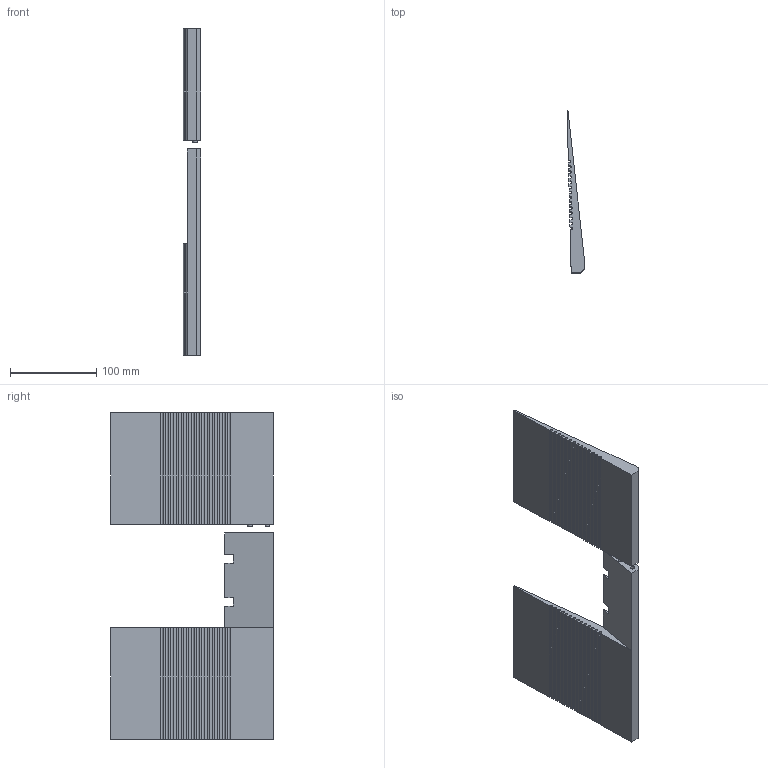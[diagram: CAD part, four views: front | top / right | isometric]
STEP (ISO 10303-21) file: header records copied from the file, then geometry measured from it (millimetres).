
FILE_DESCRIPTION(/* description */ (''),/* implementation_level */ '2;1');
FILE_NAME(/* name */ 'Dreame Rampe.stp',/* time_stamp */ '2026-01-18T20:18:50+01:00',/* author */ (''),/* organization */ (''),/* preprocessor_version */ 'ST-DEVELOPER v15.2',/* originating_system */ 'Autodesk Translator Framework v2.0.0.5431',/* authorisation */ '');
FILE_SCHEMA (('AUTOMOTIVE_DESIGN { 1 0 10303 214 3 1 1 }'));
Length unit declared in the file: centimetre
Products named in the file (1): Dreame Rampe
Bounding box: 20.74 x 188.91 x 380 mm (x, y, z)
Volume: 463638.4 mm3; surface area: 139817.7 mm2
Topology: 2 solids, 2 shells, 151 faces, 428 edges, 285 vertices
Faces by surface type: plane 119, cylinder 32
Full cylindrical faces by diameter (mm): 5 x4
Entity records: 4856 total; most frequent: CARTESIAN_POINT 861, ORIENTED_EDGE 848, DIRECTION 792, EDGE_CURVE 424, LINE 360, VECTOR 360, VERTEX_POINT 285, AXIS2_PLACEMENT_3D 216
